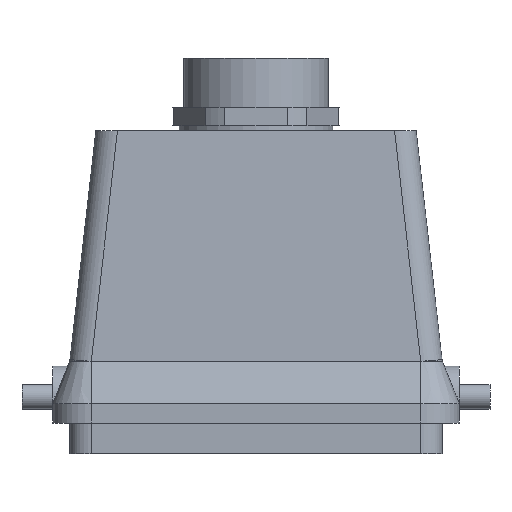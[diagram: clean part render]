
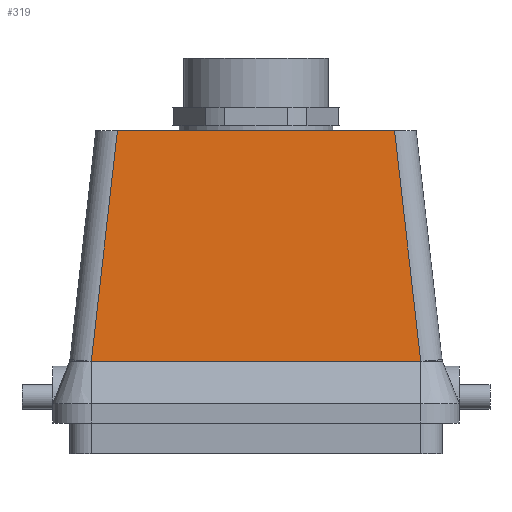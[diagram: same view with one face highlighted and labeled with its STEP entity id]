
A CAD part, front view. The second image highlights one B-rep face of the part: STEP entity #319.
In plain terms, the highlighted planar face has unit normal (0, -0.999, 0.052).
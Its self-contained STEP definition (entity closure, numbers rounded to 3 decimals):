
#319 = ADVANCED_FACE( '', ( #829 ), #830, .T. );
#829 = FACE_OUTER_BOUND( '', #1766, .T. );
#830 = PLANE( '', #1767 );
#1766 = EDGE_LOOP( '', ( #2949, #2950, #2951, #2952 ) );
#1767 = AXIS2_PLACEMENT_3D( '', #2953, #2954, #2955 );
#2949 = ORIENTED_EDGE( '', *, *, #4694, .T. );
#2950 = ORIENTED_EDGE( '', *, *, #4781, .T. );
#2951 = ORIENTED_EDGE( '', *, *, #4847, .F. );
#2952 = ORIENTED_EDGE( '', *, *, #4848, .F. );
#2953 = CARTESIAN_POINT( '', ( -131.932, -39.5, 20. ) );
#2954 = DIRECTION( '', ( 0., -0.999, 0.052 ) );
#2955 = DIRECTION( '', ( 0., 0.052, 0.999 ) );
#4694 = EDGE_CURVE( '', #5552, #5550, #5553, .T. );
#4781 = EDGE_CURVE( '', #5550, #5705, #5708, .T. );
#4847 = EDGE_CURVE( '', #5815, #5705, #5816, .T. );
#4848 = EDGE_CURVE( '', #5552, #5815, #5817, .T. );
#5550 = VERTEX_POINT( '', #6985 );
#5552 = VERTEX_POINT( '', #6988 );
#5553 = LINE( '', #6989, #6990 );
#5705 = VERTEX_POINT( '', #7248 );
#5708 = LINE( '', #7251, #7252 );
#5815 = VERTEX_POINT( '', #7402 );
#5816 = LINE( '', #7403, #7404 );
#5817 = LINE( '', #7405, #7406 );
#6985 = CARTESIAN_POINT( '', ( 53.497, -39.5, 20. ) );
#6988 = CARTESIAN_POINT( '', ( -53.497, -39.5, 20. ) );
#6989 = CARTESIAN_POINT( '', ( -131.932, -39.5, 20. ) );
#6990 = VECTOR( '', #8681, 1000. );
#7248 = CARTESIAN_POINT( '', ( 44.997, -35.569, 95. ) );
#7251 = CARTESIAN_POINT( '', ( 45.085, -35.61, 94.218 ) );
#7252 = VECTOR( '', #8790, 1000. );
#7402 = CARTESIAN_POINT( '', ( -44.997, -35.569, 95. ) );
#7403 = CARTESIAN_POINT( '', ( -131.932, -35.569, 95. ) );
#7404 = VECTOR( '', #8848, 1000. );
#7405 = CARTESIAN_POINT( '', ( -45.085, -35.61, 94.218 ) );
#7406 = VECTOR( '', #8849, 1000. );
#8681 = DIRECTION( '', ( 1., 0., 0. ) );
#8790 = DIRECTION( '', ( -0.112, 0.052, 0.992 ) );
#8848 = DIRECTION( '', ( 1., 0., 0. ) );
#8849 = DIRECTION( '', ( 0.112, 0.052, 0.992 ) );
